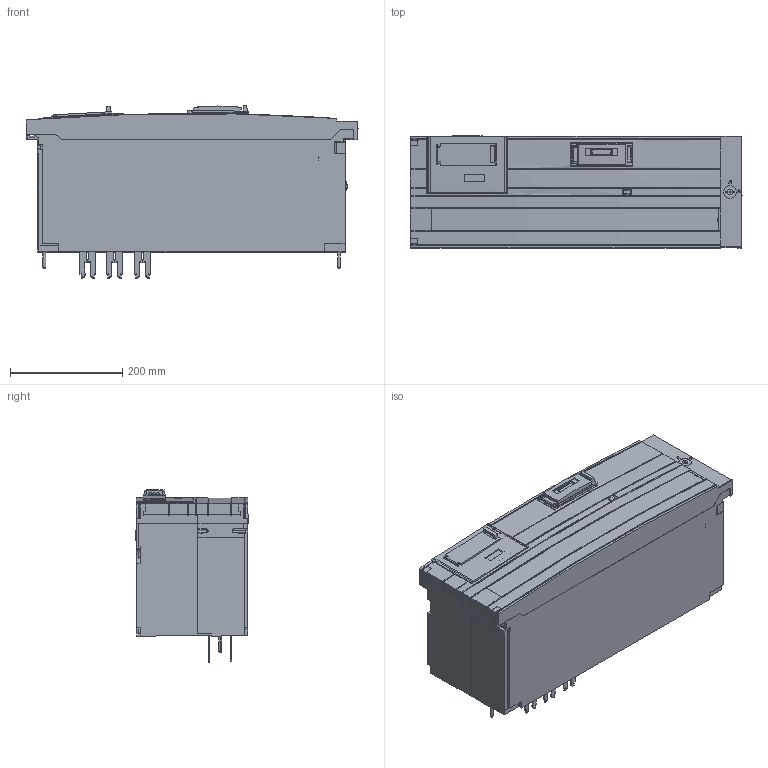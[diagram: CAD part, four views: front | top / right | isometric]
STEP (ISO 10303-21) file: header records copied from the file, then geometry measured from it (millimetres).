
FILE_DESCRIPTION((''),'2;1');
FILE_NAME('XRG2-5010-3P-ITS2_D-MOT','2023-10-22T11:08:55',('20724'),(''),'CREO PARAMETRIC BY PTC INC, 2016390','CREO PARAMETRIC BY PTC INC, 2016390','');
FILE_SCHEMA(('AUTOMOTIVE_DESIGN { 1 0 10303 214 1 1 1 1 }'));
Products named in the file (1): XRG2-5010-3P-ITS2_D-MOT
Bounding box: 591.5 x 199.85 x 307.33 mm (x, y, z)
Surface area: 1211956.5 mm2 (no closed solid volume)
Topology: 0 solids, 120 shells, 2183 faces, 7156 edges, 5139 vertices
Faces by surface type: plane 1632, cylinder 490, cone 47, torus 8, sphere 3, extrusion 2, bspline 1
Entity records: 98663 total; most frequent: CARTESIAN_POINT 17265, ORIENTED_EDGE 12789, DIRECTION 11975, EDGE_CURVE 7154, VECTOR 5541, LINE 5539, PRESENTATION_STYLE_ASSIGNMENT 5263, STYLED_ITEM 5263
